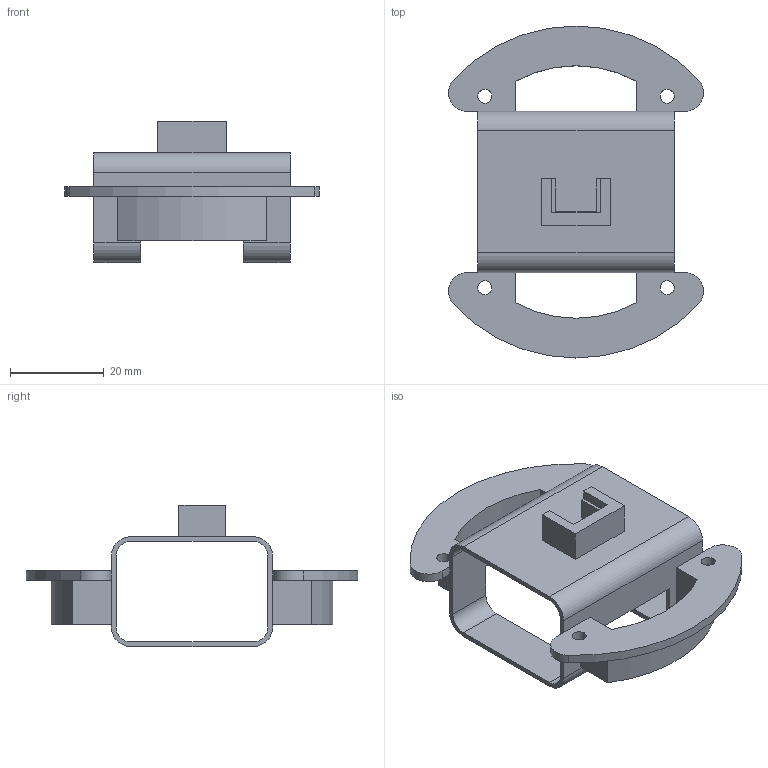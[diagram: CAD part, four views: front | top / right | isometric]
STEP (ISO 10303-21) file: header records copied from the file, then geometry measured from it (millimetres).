
FILE_DESCRIPTION(('FreeCAD Model'),'2;1');
FILE_NAME('Open CASCADE Shape Model','2025-06-28T11:21:05',(''),(''), 'Open CASCADE STEP processor 7.8','FreeCAD','Unknown');
FILE_SCHEMA(('AUTOMOTIVE_DESIGN { 1 0 10303 214 1 1 1 1 }'));
Length unit declared in the file: millimetre
Products named in the file (1): Component Bracket
Bounding box: 54.48 x 71 x 30.2 mm (x, y, z)
Volume: 8660.5 mm3; surface area: 11584 mm2
Topology: 1 solids, 1 shells, 73 faces, 220 edges, 144 vertices
Faces by surface type: plane 47, cylinder 26
Full cylindrical faces by diameter (mm): 3 x4
Entity records: 2518 total; most frequent: ORIENTED_EDGE 440, CARTESIAN_POINT 438, DIRECTION 420, EDGE_CURVE 220, LINE 168, VECTOR 168, VERTEX_POINT 144, AXIS2_PLACEMENT_3D 126
